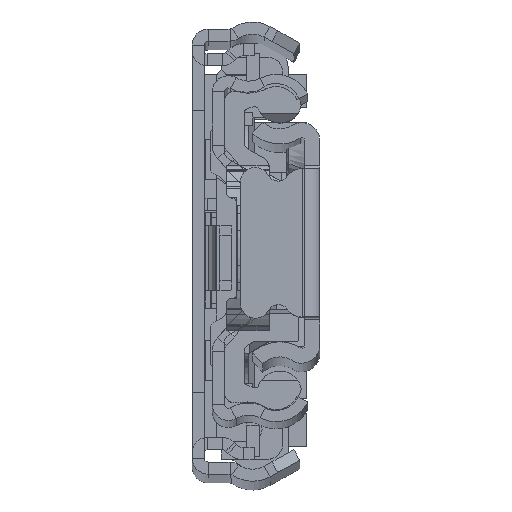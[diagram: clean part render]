
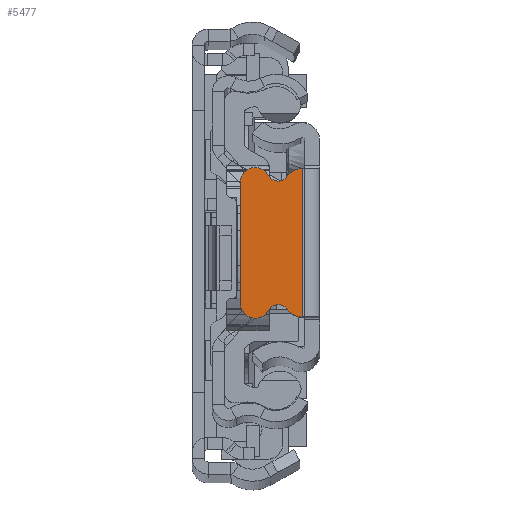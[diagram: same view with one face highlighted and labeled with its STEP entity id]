
A CAD part, top view. The second image highlights one B-rep face of the part: STEP entity #5477.
In plain terms, the highlighted planar face has unit normal (0, 0, 1).
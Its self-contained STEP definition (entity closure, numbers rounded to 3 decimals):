
#132 = EDGE_CURVE ( 'NONE', #28527, #19700, #14972, .T. ) ;
#252 = VERTEX_POINT ( 'NONE', #28579 ) ;
#589 = CIRCLE ( 'NONE', #11567, 1.5 ) ;
#1550 = DIRECTION ( 'NONE',  ( 0., -1., 0. ) ) ;
#1842 = CARTESIAN_POINT ( 'NONE',  ( -1.929, -7.37, 0. ) ) ;
#1975 = DIRECTION ( 'NONE',  ( 0., 0., -1. ) ) ;
#3120 = ORIENTED_EDGE ( 'NONE', *, *, #28616, .T. ) ;
#3291 = DIRECTION ( 'NONE',  ( -1., 0., 0. ) ) ;
#3965 = VERTEX_POINT ( 'NONE', #32949 ) ;
#4027 = CARTESIAN_POINT ( 'NONE',  ( -7.929, -6., 0. ) ) ;
#4301 = CARTESIAN_POINT ( 'NONE',  ( -1.75, 0., 0. ) ) ;
#4589 = DIRECTION ( 'NONE',  ( -1., 0., 0. ) ) ;
#4596 = FACE_OUTER_BOUND ( 'NONE', #18849, .T. ) ;
#4711 = VECTOR ( 'NONE', #4589, 1000. ) ;
#5029 = DIRECTION ( 'NONE',  ( -1., 0., 0. ) ) ;
#5341 = ORIENTED_EDGE ( 'NONE', *, *, #21345, .F. ) ;
#5477 = ADVANCED_FACE ( 'NONE', ( #4596 ), #30633, .T. ) ;
#6285 = CIRCLE ( 'NONE', #11757, 1.1 ) ;
#7135 = EDGE_CURVE ( 'NONE', #23551, #28794, #17097, .T. ) ;
#8802 = DIRECTION ( 'NONE',  ( 0., 0., 1. ) ) ;
#8867 = ORIENTED_EDGE ( 'NONE', *, *, #13063, .T. ) ;
#9269 = EDGE_CURVE ( 'NONE', #23551, #26577, #26742, .T. ) ;
#9615 = CARTESIAN_POINT ( 'NONE',  ( 492.771, 0., 0. ) ) ;
#9912 = CARTESIAN_POINT ( 'NONE',  ( -4.142, 7.236, 0. ) ) ;
#9933 = AXIS2_PLACEMENT_3D ( 'NONE', #24463, #8802, #3291 ) ;
#10775 = CIRCLE ( 'NONE', #15700, 1.5 ) ;
#11084 = CARTESIAN_POINT ( 'NONE',  ( -7.929, -6., 0. ) ) ;
#11567 = AXIS2_PLACEMENT_3D ( 'NONE', #18901, #18236, #21155 ) ;
#11757 = AXIS2_PLACEMENT_3D ( 'NONE', #9912, #1975, #12470 ) ;
#12100 = CARTESIAN_POINT ( 'NONE',  ( -1.75, 7.37, 0. ) ) ;
#12470 = DIRECTION ( 'NONE',  ( 1., 0., 0. ) ) ;
#12934 = DIRECTION ( 'NONE',  ( 0., 0., 1. ) ) ;
#13063 = EDGE_CURVE ( 'NONE', #28794, #15113, #6285, .T. ) ;
#13219 = CARTESIAN_POINT ( 'NONE',  ( -5.109, -6.713, 0. ) ) ;
#13381 = CARTESIAN_POINT ( 'NONE',  ( -6.429, -6., 0. ) ) ;
#14119 = CARTESIAN_POINT ( 'NONE',  ( -1.929, 7.37, 0. ) ) ;
#14503 = DIRECTION ( 'NONE',  ( 0., -1., 0. ) ) ;
#14740 = CARTESIAN_POINT ( 'NONE',  ( -7.929, 6., 0. ) ) ;
#14775 = ORIENTED_EDGE ( 'NONE', *, *, #26568, .T. ) ;
#14928 = DIRECTION ( 'NONE',  ( 1., 0., 0. ) ) ;
#14972 = CIRCLE ( 'NONE', #21025, 1.1 ) ;
#15113 = VERTEX_POINT ( 'NONE', #25184 ) ;
#15169 = CARTESIAN_POINT ( 'NONE',  ( -1.929, 5.87, 0. ) ) ;
#15700 = AXIS2_PLACEMENT_3D ( 'NONE', #13381, #22007, #16646 ) ;
#16646 = DIRECTION ( 'NONE',  ( 1., 0., 0. ) ) ;
#16750 = ORIENTED_EDGE ( 'NONE', *, *, #24653, .T. ) ;
#17080 = LINE ( 'NONE', #4027, #24336 ) ;
#17097 = CIRCLE ( 'NONE', #30321, 1.5 ) ;
#17397 = VERTEX_POINT ( 'NONE', #11084 ) ;
#17789 = CARTESIAN_POINT ( 'NONE',  ( -3.206, 6.658, 0. ) ) ;
#18117 = AXIS2_PLACEMENT_3D ( 'NONE', #9615, #20102, #14928 ) ;
#18236 = DIRECTION ( 'NONE',  ( 0., 0., 1. ) ) ;
#18849 = EDGE_LOOP ( 'NONE', ( #5341, #20543, #27063, #8867, #25606, #14775, #3120, #21709, #16750, #24228 ) ) ;
#18901 = CARTESIAN_POINT ( 'NONE',  ( -1.929, -5.87, 0. ) ) ;
#19148 = CARTESIAN_POINT ( 'NONE',  ( -1.929, 7.37, 0. ) ) ;
#19328 = CARTESIAN_POINT ( 'NONE',  ( -3.206, -6.658, 0. ) ) ;
#19700 = VERTEX_POINT ( 'NONE', #19328 ) ;
#19784 = DIRECTION ( 'NONE',  ( -1., 0., 0. ) ) ;
#19938 = LINE ( 'NONE', #1842, #4711 ) ;
#20102 = DIRECTION ( 'NONE',  ( 0., 0., 1. ) ) ;
#20161 = VERTEX_POINT ( 'NONE', #14740 ) ;
#20358 = VECTOR ( 'NONE', #27088, 1000. ) ;
#20543 = ORIENTED_EDGE ( 'NONE', *, *, #9269, .F. ) ;
#21025 = AXIS2_PLACEMENT_3D ( 'NONE', #29671, #33409, #19784 ) ;
#21155 = DIRECTION ( 'NONE',  ( 1., 0., 0. ) ) ;
#21345 = EDGE_CURVE ( 'NONE', #26577, #252, #27587, .T. ) ;
#21709 = ORIENTED_EDGE ( 'NONE', *, *, #132, .T. ) ;
#21900 = VECTOR ( 'NONE', #1550, 1000. ) ;
#22007 = DIRECTION ( 'NONE',  ( 0., 0., 1. ) ) ;
#23551 = VERTEX_POINT ( 'NONE', #19148 ) ;
#24228 = ORIENTED_EDGE ( 'NONE', *, *, #29955, .F. ) ;
#24336 = VECTOR ( 'NONE', #14503, 1000. ) ;
#24463 = CARTESIAN_POINT ( 'NONE',  ( -6.429, 6., 0. ) ) ;
#24653 = EDGE_CURVE ( 'NONE', #19700, #3965, #589, .T. ) ;
#25184 = CARTESIAN_POINT ( 'NONE',  ( -5.109, 6.713, 0. ) ) ;
#25606 = ORIENTED_EDGE ( 'NONE', *, *, #33356, .T. ) ;
#25893 = CIRCLE ( 'NONE', #9933, 1.5 ) ;
#26568 = EDGE_CURVE ( 'NONE', #20161, #17397, #17080, .T. ) ;
#26577 = VERTEX_POINT ( 'NONE', #12100 ) ;
#26742 = LINE ( 'NONE', #14119, #20358 ) ;
#27063 = ORIENTED_EDGE ( 'NONE', *, *, #7135, .T. ) ;
#27088 = DIRECTION ( 'NONE',  ( 1., 0., 0. ) ) ;
#27587 = LINE ( 'NONE', #4301, #21900 ) ;
#28527 = VERTEX_POINT ( 'NONE', #13219 ) ;
#28579 = CARTESIAN_POINT ( 'NONE',  ( -1.75, -7.37, 0. ) ) ;
#28616 = EDGE_CURVE ( 'NONE', #17397, #28527, #10775, .T. ) ;
#28794 = VERTEX_POINT ( 'NONE', #17789 ) ;
#29671 = CARTESIAN_POINT ( 'NONE',  ( -4.142, -7.236, 0. ) ) ;
#29955 = EDGE_CURVE ( 'NONE', #252, #3965, #19938, .T. ) ;
#30321 = AXIS2_PLACEMENT_3D ( 'NONE', #15169, #12934, #5029 ) ;
#30633 = PLANE ( 'NONE',  #18117 ) ;
#32949 = CARTESIAN_POINT ( 'NONE',  ( -1.929, -7.37, 0. ) ) ;
#33356 = EDGE_CURVE ( 'NONE', #15113, #20161, #25893, .T. ) ;
#33409 = DIRECTION ( 'NONE',  ( 0., 0., -1. ) ) ;
